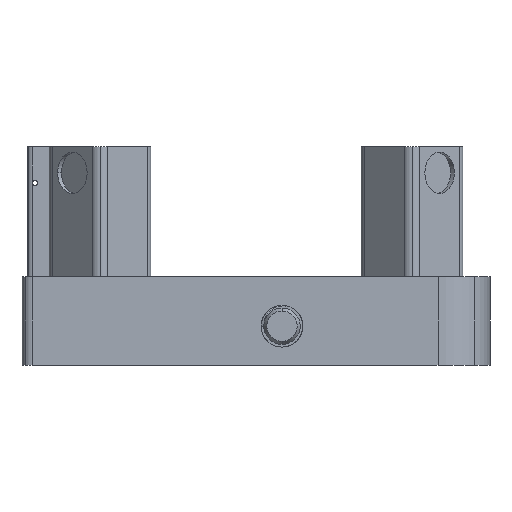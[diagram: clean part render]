
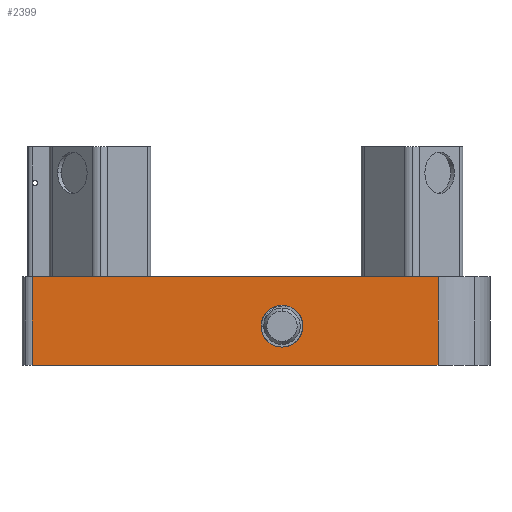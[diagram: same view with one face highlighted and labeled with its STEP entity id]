
A CAD part, left-side view. The second image highlights one B-rep face of the part: STEP entity #2399.
In plain terms, the highlighted planar face has unit normal (-1, 0, 0).
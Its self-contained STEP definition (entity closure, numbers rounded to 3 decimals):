
#2399=ADVANCED_FACE('',(#6259,#6260),#6261,.F.);
#6259=FACE_OUTER_BOUND('',#12298,.T.);
#6260=FACE_BOUND('',#12299,.T.);
#6261=PLANE('',#12300);
#12298=EDGE_LOOP('',(#20017,#20018,#20019,#20020));
#12299=EDGE_LOOP('',(#20021,#20022));
#12300=AXIS2_PLACEMENT_3D('',#20023,#20024,#20025);
#20017=ORIENTED_EDGE('',*,*,#33929,.F.);
#20018=ORIENTED_EDGE('',*,*,#32974,.F.);
#20019=ORIENTED_EDGE('',*,*,#33930,.F.);
#20020=ORIENTED_EDGE('',*,*,#33931,.F.);
#20021=ORIENTED_EDGE('',*,*,#33932,.F.);
#20022=ORIENTED_EDGE('',*,*,#33933,.F.);
#20023=CARTESIAN_POINT('',(0.,45.0,8.5));
#20024=DIRECTION('',(1.0,0.,0.0));
#20025=DIRECTION('',(0.0,0.0,1.0));
#32974=EDGE_CURVE('',#39160,#39162,#39163,.T.);
#33929=EDGE_CURVE('',#39162,#40747,#40748,.T.);
#33930=EDGE_CURVE('',#40749,#39160,#40750,.T.);
#33931=EDGE_CURVE('',#40747,#40749,#40751,.T.);
#33932=EDGE_CURVE('',#40752,#40753,#40754,.T.);
#33933=EDGE_CURVE('',#40753,#40752,#40755,.T.);
#39160=VERTEX_POINT('',#47716);
#39162=VERTEX_POINT('',#47718);
#39163=LINE('',#47719,#47720);
#40747=VERTEX_POINT('',#50428);
#40748=LINE('',#50429,#50430);
#40749=VERTEX_POINT('',#50431);
#40750=LINE('',#50432,#50433);
#40751=LINE('',#50434,#50435);
#40752=VERTEX_POINT('',#50436);
#40753=VERTEX_POINT('',#50437);
#40754=CIRCLE('',#50438,3.598);
#40755=CIRCLE('',#50439,3.598);
#47716=CARTESIAN_POINT('',(0.,10.0,0.));
#47718=CARTESIAN_POINT('',(0.,88.0,0.));
#47719=CARTESIAN_POINT('',(0.,45.0,0.));
#47720=VECTOR('',#59385,1.0);
#50428=CARTESIAN_POINT('',(0.,88.0,17.0));
#50429=CARTESIAN_POINT('',(0.,88.0,8.5));
#50430=VECTOR('',#60694,1.0);
#50431=CARTESIAN_POINT('',(0.,10.0,17.0));
#50432=CARTESIAN_POINT('',(0.,10.0,8.5));
#50433=VECTOR('',#60695,1.0);
#50434=CARTESIAN_POINT('',(0.,45.0,17.0));
#50435=VECTOR('',#60696,1.0);
#50436=CARTESIAN_POINT('',(0.,40.0,11.098));
#50437=CARTESIAN_POINT('',(0.,40.0,3.902));
#50438=AXIS2_PLACEMENT_3D('',#60697,#60698,#60699);
#50439=AXIS2_PLACEMENT_3D('',#60700,#60701,#60702);
#59385=DIRECTION('',(0.,1.0,0.0));
#60694=DIRECTION('',(0.0,0.0,1.0));
#60695=DIRECTION('',(0.0,0.0,-1.0));
#60696=DIRECTION('',(0.,-1.0,0.0));
#60697=CARTESIAN_POINT('',(0.,40.0,7.5));
#60698=DIRECTION('',(-1.0,0.,0.0));
#60699=DIRECTION('',(0.0,0.0,-1.0));
#60700=CARTESIAN_POINT('',(0.,40.0,7.5));
#60701=DIRECTION('',(-1.0,0.,0.0));
#60702=DIRECTION('',(0.0,0.0,-1.0));
